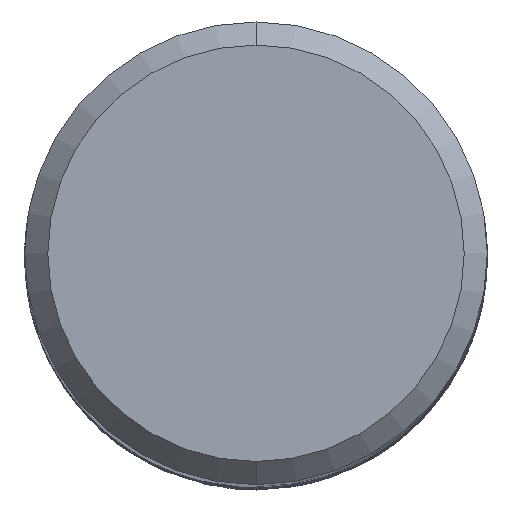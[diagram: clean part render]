
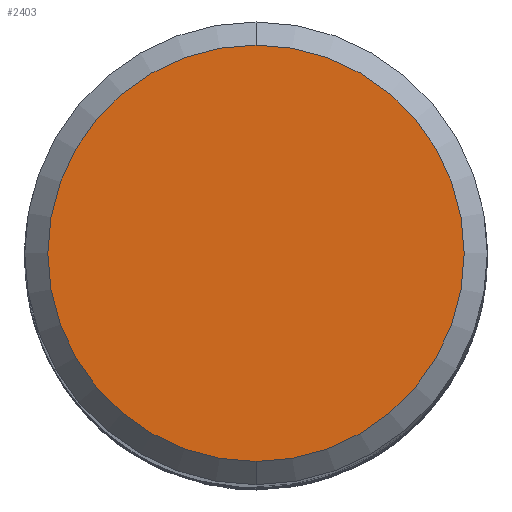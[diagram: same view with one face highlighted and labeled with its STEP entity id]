
A CAD part, top view. The second image highlights one B-rep face of the part: STEP entity #2403.
In plain terms, the highlighted planar face has unit normal (0, 0, 1).
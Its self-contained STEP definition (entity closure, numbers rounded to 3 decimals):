
#2297=VERTEX_POINT('',#5709);
#2379=VERTEX_POINT('',#5796);
#2403=ADVANCED_FACE('',(#5822),#5823,.T.);
#3169=EDGE_CURVE('',#2379,#2297,#6646,.T.);
#4829=EDGE_CURVE('',#2297,#2379,#8455,.T.);
#5709=CARTESIAN_POINT('',(0.0,9.0,0.0));
#5796=CARTESIAN_POINT('',(0.,-9.0,0.0));
#5822=FACE_OUTER_BOUND('',#18945,.T.);
#5823=PLANE('',#18946);
#6646=CIRCLE('',#32227,9.0);
#8455=CIRCLE('',#60785,9.0);
#18945=EDGE_LOOP('',(#65544,#65545));
#18946=AXIS2_PLACEMENT_3D('',#65546,#65547,#65548);
#32227=AXIS2_PLACEMENT_3D('',#66430,#66431,#66432);
#60785=AXIS2_PLACEMENT_3D('',#68346,#68347,#68348);
#65544=ORIENTED_EDGE('',*,*,#4829,.F.);
#65545=ORIENTED_EDGE('',*,*,#3169,.F.);
#65546=CARTESIAN_POINT('',(0.0,4.5,0.0));
#65547=DIRECTION('',(-0.0,0.0,1.0));
#65548=DIRECTION('',(0.0,-1.0,0.0));
#66430=CARTESIAN_POINT('',(0.0,0.0,0.0));
#66431=DIRECTION('',(0.0,0.0,-1.0));
#66432=DIRECTION('',(0.0,1.0,0.0));
#68346=CARTESIAN_POINT('',(0.0,0.0,0.0));
#68347=DIRECTION('',(0.0,0.0,-1.0));
#68348=DIRECTION('',(0.0,1.0,0.0));
